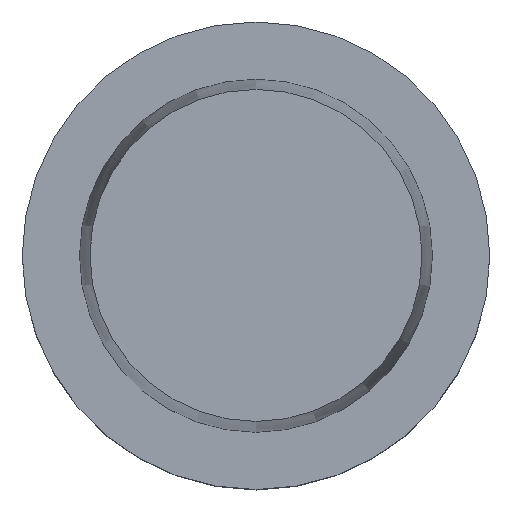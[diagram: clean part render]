
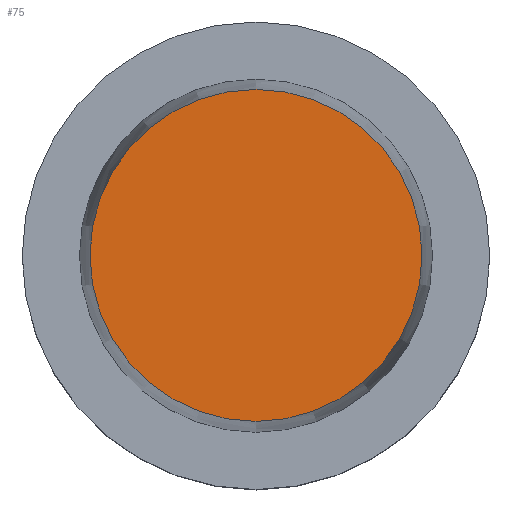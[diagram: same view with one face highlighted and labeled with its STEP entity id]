
A CAD part, top view. The second image highlights one B-rep face of the part: STEP entity #75.
In plain terms, the highlighted planar face has unit normal (0, 0, 1).
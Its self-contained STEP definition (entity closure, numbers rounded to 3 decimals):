
#75=ADVANCED_FACE('',(#99),#100,.T.);
#99=FACE_OUTER_BOUND('',#166,.T.);
#100=PLANE('',#167);
#166=EDGE_LOOP('',(#233));
#167=AXIS2_PLACEMENT_3D('',#234,#235,#236);
#233=ORIENTED_EDGE('',*,*,#346,.F.);
#234=CARTESIAN_POINT('',(0.,7.1,20.0));
#235=DIRECTION('',(0.,0.,1.0));
#236=DIRECTION('',(0.,-1.0,0.));
#346=EDGE_CURVE('',#368,#368,#369,.T.);
#368=VERTEX_POINT('',#412);
#369=CIRCLE('',#413,14.2);
#412=CARTESIAN_POINT('',(0.,14.2,20.0));
#413=AXIS2_PLACEMENT_3D('',#456,#457,#458);
#456=CARTESIAN_POINT('',(0.,0.,20.0));
#457=DIRECTION('',(0.,0.,-1.0));
#458=DIRECTION('',(0.,1.0,0.));
